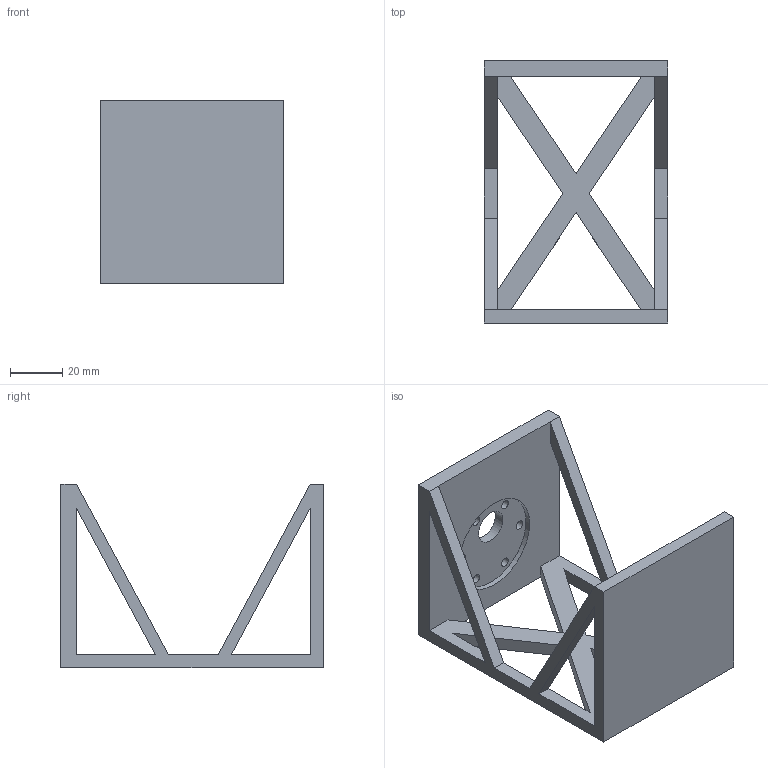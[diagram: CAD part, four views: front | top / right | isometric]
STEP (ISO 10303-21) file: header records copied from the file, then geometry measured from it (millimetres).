
FILE_DESCRIPTION(/* description */ (''),/* implementation_level */ '2;1');
FILE_NAME(/* name */ 'Motor stand v4.step',/* time_stamp */ '2017-12-15T21:26:53-05:00',/* author */ ('fitzgerald.sean.t'),/* organization */ (''),/* preprocessor_version */ 'ST-DEVELOPER v16.13',/* originating_system */ 'Autodesk Translation Framework v6.5.0.72',/* authorisation */ '');
FILE_SCHEMA (('AUTOMOTIVE_DESIGN { 1 0 10303 214 3 1 1 }'));
Length unit declared in the file: millimetre
Products named in the file (1): Motor stand
Bounding box: 70 x 100 x 70 mm (x, y, z)
Volume: 69514 mm3; surface area: 36099.6 mm2
Topology: 1 solids, 1 shells, 39 faces, 136 edges, 92 vertices
Faces by surface type: plane 31, cylinder 8
Full cylindrical faces by diameter (mm): 3.5 x6, 13 x1, 38 x1
Entity records: 1559 total; most frequent: ORIENTED_EDGE 272, CARTESIAN_POINT 268, DIRECTION 240, EDGE_CURVE 136, LINE 112, VECTOR 112, VERTEX_POINT 92, AXIS2_PLACEMENT_3D 64
